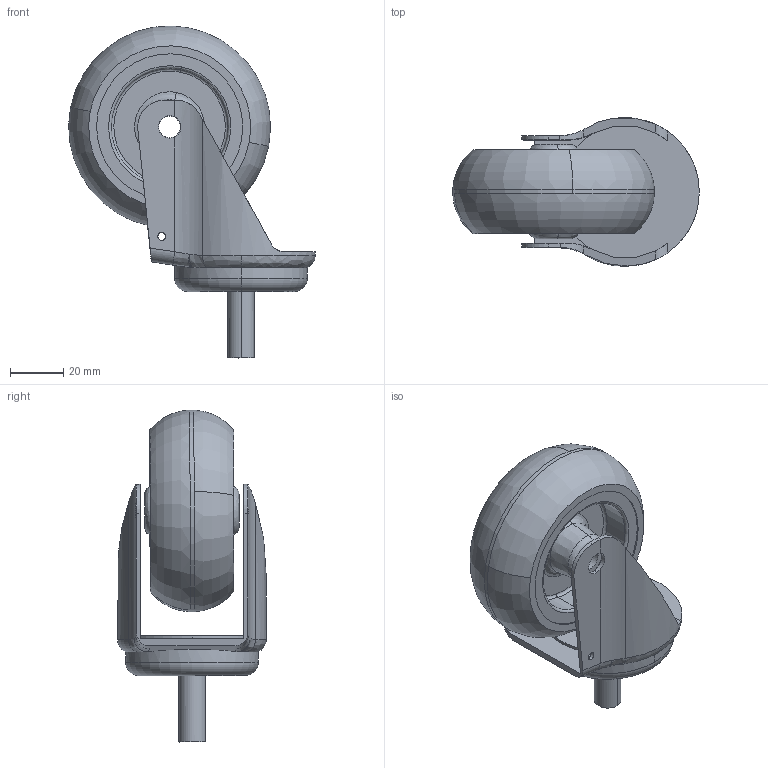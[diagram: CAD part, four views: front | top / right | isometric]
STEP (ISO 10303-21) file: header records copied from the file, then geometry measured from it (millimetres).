
FILE_DESCRIPTION (( 'STEP AP203' ), '1' );
FILE_NAME ('GGESF312.STEP', '2018-03-28T18:54:41', ( 'USER1' ), ( '' ), 'SwSTEP 2.0', 'SolidWorks 2007', '' );
FILE_SCHEMA (( 'CONFIG_CONTROL_DESIGN' ));
Length unit declared in the file: millimetre
Products named in the file (3): ROD 3'''' -3; ROD 3''''-2-ESPIGA; GGESF312
Assembly tree (2 placements, depth 2):
  GGESF312
    ROD 3'''' -3
    ROD 3''''-2-ESPIGA
Bounding box: 92.87 x 56 x 124.99 mm (x, y, z)
Volume: 138812.4 mm3; surface area: 35624.4 mm2
Topology: 2 solids, 2 shells, 103 faces, 250 edges, 156 vertices
Faces by surface type: cylinder 44, plane 22, bspline 18, torus 15, cone 4
Entity records: 4473 total; most frequent: CARTESIAN_POINT 1847, ORIENTED_EDGE 500, DIRECTION 492, EDGE_CURVE 250, AXIS2_PLACEMENT_3D 210, VERTEX_POINT 156, CIRCLE 120, EDGE_LOOP 118
